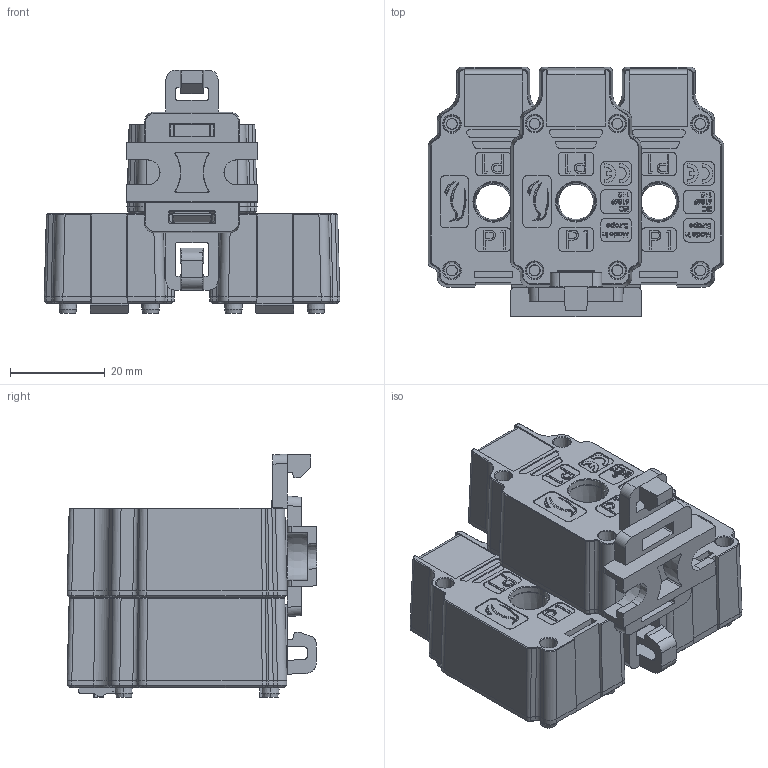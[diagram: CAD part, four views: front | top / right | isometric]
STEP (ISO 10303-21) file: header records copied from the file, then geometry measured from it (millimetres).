
FILE_DESCRIPTION (( 'STEP AP214' ), '1' );
FILE_NAME ('CTM7-Wandler_kpl_3fach_Dummy.STEP', '2015-05-19T07:38:47', ( 'alex' ), ( '' ), 'SwSTEP 2.0', 'SolidWorks 2014', '' );
FILE_SCHEMA (( 'AUTOMOTIVE_DESIGN' ));
Length unit declared in the file: millimetre
Products named in the file (5): Elektronikplatine_kpl_Dummy; Picomax_2091-1102; CTM7_Dummybaugruppe_2015-05-12; CTM7-Wandler_kpl_3fach_Dummy; Schnappbefestigung_fuer_Hutschiene_CTM7_2.8342_02
Assembly tree (8 placements, depth 3):
  CTM7-Wandler_kpl_3fach_Dummy
    CTM7_Dummybaugruppe_2015-05-12  x3
    Elektronikplatine_kpl_Dummy  x3
      Picomax_2091-1102
    Schnappbefestigung_fuer_Hutschiene_CTM7_2.8342_02
Bounding box: 62.5 x 52.85 x 51.5 mm (x, y, z)
Volume: 62211.4 mm3; surface area: 31916.4 mm2
Topology: 7 solids, 40 shells, 3554 faces, 9100 edges, 5893 vertices
Faces by surface type: plane 1950, bspline 814, cylinder 532, cone 222, torus 36
Entity records: 52003 total; most frequent: CARTESIAN_POINT 22333, ORIENTED_EDGE 6656, DIRECTION 4934, EDGE_CURVE 3328, VECTOR 2168, LINE 2168, VERTEX_POINT 2159, AXIS2_PLACEMENT_3D 1383
